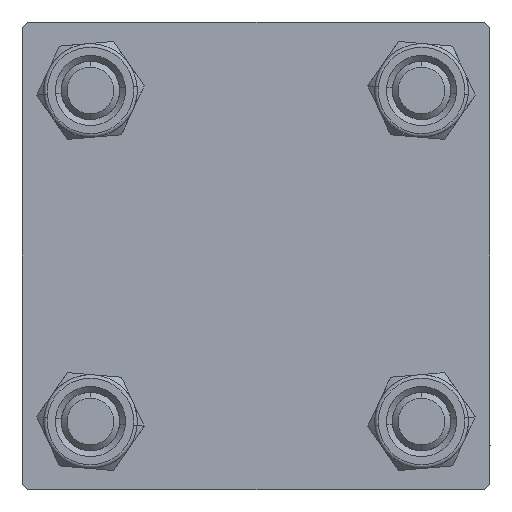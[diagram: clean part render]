
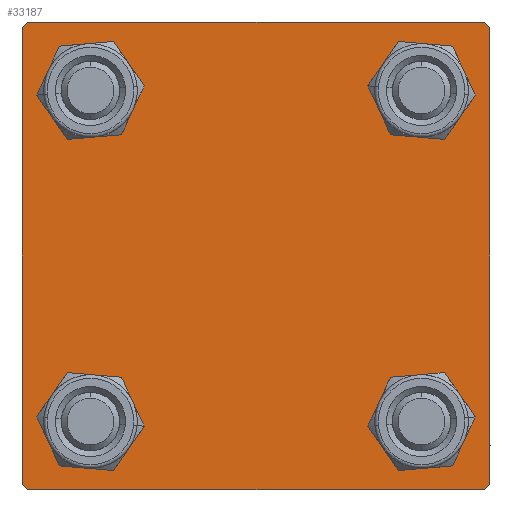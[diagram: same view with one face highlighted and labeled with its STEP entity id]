
A CAD part, left-side view. The second image highlights one B-rep face of the part: STEP entity #33187.
In plain terms, the highlighted planar face has unit normal (-1, 0, 0).
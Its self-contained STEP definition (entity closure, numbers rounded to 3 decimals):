
#92 = DIRECTION ( 'NONE',  ( 1., 0., 0. ) ) ;
#1030 = LINE ( 'NONE', #35705, #11519 ) ;
#1835 = AXIS2_PLACEMENT_3D ( 'NONE', #22172, #35348, #48533 ) ;
#2154 = LINE ( 'NONE', #15087, #16852 ) ;
#2263 = VECTOR ( 'NONE', #23748, 1000. ) ;
#2518 = ORIENTED_EDGE ( 'NONE', *, *, #26974, .T. ) ;
#3349 = CARTESIAN_POINT ( 'NONE',  ( 0., 14.15, 17.15 ) ) ;
#3432 = DIRECTION ( 'NONE',  ( 0., 0.707, -0.707 ) ) ;
#3462 = EDGE_CURVE ( 'NONE', #35775, #45322, #50710, .T. ) ;
#3899 = VECTOR ( 'NONE', #3432, 1000. ) ;
#4415 = CARTESIAN_POINT ( 'NONE',  ( 0., 0., 0. ) ) ;
#4609 = DIRECTION ( 'NONE',  ( 0., 0.707, 0.707 ) ) ;
#4644 = VECTOR ( 'NONE', #4609, 1000. ) ;
#4895 = CIRCLE ( 'NONE', #27715, 3. ) ;
#4943 = AXIS2_PLACEMENT_3D ( 'NONE', #6415, #23854, #41338 ) ;
#5087 = EDGE_CURVE ( 'NONE', #14746, #17068, #4895, .T. ) ;
#5452 = VECTOR ( 'NONE', #27695, 1000. ) ;
#5664 = EDGE_CURVE ( 'NONE', #35775, #44802, #2154, .T. ) ;
#5767 = DIRECTION ( 'NONE',  ( 1., 0., 0. ) ) ;
#6021 = CARTESIAN_POINT ( 'NONE',  ( 0., -19.5, -20. ) ) ;
#6036 = CARTESIAN_POINT ( 'NONE',  ( 0., -14.15, -14.15 ) ) ;
#6415 = CARTESIAN_POINT ( 'NONE',  ( 0., -14.15, 14.15 ) ) ;
#6688 = AXIS2_PLACEMENT_3D ( 'NONE', #56287, #92, #29901 ) ;
#6756 = EDGE_CURVE ( 'NONE', #10820, #26452, #47908, .T. ) ;
#6850 = CARTESIAN_POINT ( 'NONE',  ( 0., 19.5, -20. ) ) ;
#8029 = CARTESIAN_POINT ( 'NONE',  ( 0., 19.75, 19.75 ) ) ;
#8403 = VERTEX_POINT ( 'NONE', #13099 ) ;
#9645 = AXIS2_PLACEMENT_3D ( 'NONE', #48682, #10588, #19448 ) ;
#9803 = VERTEX_POINT ( 'NONE', #50709 ) ;
#9862 = PLANE ( 'NONE',  #55925 ) ;
#10588 = DIRECTION ( 'NONE',  ( 1., 0., 0. ) ) ;
#10820 = VERTEX_POINT ( 'NONE', #32253 ) ;
#11049 = CARTESIAN_POINT ( 'NONE',  ( 0., 19.75, -19.75 ) ) ;
#11519 = VECTOR ( 'NONE', #26532, 1000. ) ;
#11725 = ORIENTED_EDGE ( 'NONE', *, *, #27228, .T. ) ;
#11874 = VERTEX_POINT ( 'NONE', #48910 ) ;
#12392 = AXIS2_PLACEMENT_3D ( 'NONE', #18961, #5767, #31821 ) ;
#13099 = CARTESIAN_POINT ( 'NONE',  ( 0., 14.15, -17.15 ) ) ;
#13394 = DIRECTION ( 'NONE',  ( 1., 0., 0. ) ) ;
#13536 = ORIENTED_EDGE ( 'NONE', *, *, #3462, .T. ) ;
#13763 = EDGE_CURVE ( 'NONE', #17430, #46631, #44417, .T. ) ;
#13797 = LINE ( 'NONE', #39259, #4644 ) ;
#13847 = CARTESIAN_POINT ( 'NONE',  ( 0., 20., 19.5 ) ) ;
#14552 = EDGE_CURVE ( 'NONE', #11874, #48608, #26045, .T. ) ;
#14746 = VERTEX_POINT ( 'NONE', #43258 ) ;
#14863 = EDGE_CURVE ( 'NONE', #48608, #11874, #37955, .T. ) ;
#14975 = EDGE_LOOP ( 'NONE', ( #16952, #11725 ) ) ;
#15087 = CARTESIAN_POINT ( 'NONE',  ( 0., 20., 20. ) ) ;
#16006 = CARTESIAN_POINT ( 'NONE',  ( 0., -20., 19.5 ) ) ;
#16665 = CARTESIAN_POINT ( 'NONE',  ( 0., -20., -19.5 ) ) ;
#16852 = VECTOR ( 'NONE', #50280, 1000. ) ;
#16952 = ORIENTED_EDGE ( 'NONE', *, *, #28350, .T. ) ;
#17068 = VERTEX_POINT ( 'NONE', #23106 ) ;
#17146 = CARTESIAN_POINT ( 'NONE',  ( 0., 20., -19.5 ) ) ;
#17285 = ORIENTED_EDGE ( 'NONE', *, *, #30012, .T. ) ;
#17395 = DIRECTION ( 'NONE',  ( 0., 0., 1. ) ) ;
#17430 = VERTEX_POINT ( 'NONE', #6021 ) ;
#18081 = CARTESIAN_POINT ( 'NONE',  ( 0., -19.75, -19.75 ) ) ;
#18089 = EDGE_CURVE ( 'NONE', #44244, #20550, #32789, .T. ) ;
#18176 = FACE_BOUND ( 'NONE', #26234, .T. ) ;
#18450 = FACE_BOUND ( 'NONE', #21399, .T. ) ;
#18961 = CARTESIAN_POINT ( 'NONE',  ( 0., 14.15, 14.15 ) ) ;
#19153 = ORIENTED_EDGE ( 'NONE', *, *, #33063, .F. ) ;
#19242 = ORIENTED_EDGE ( 'NONE', *, *, #13763, .T. ) ;
#19448 = DIRECTION ( 'NONE',  ( 0., 0., 1. ) ) ;
#20097 = AXIS2_PLACEMENT_3D ( 'NONE', #56636, #13394, #17395 ) ;
#20550 = VERTEX_POINT ( 'NONE', #6850 ) ;
#21399 = EDGE_LOOP ( 'NONE', ( #35379, #47891 ) ) ;
#22159 = DIRECTION ( 'NONE',  ( -1., 0., 0. ) ) ;
#22172 = CARTESIAN_POINT ( 'NONE',  ( 0., 14.15, -14.15 ) ) ;
#22444 = FACE_BOUND ( 'NONE', #56729, .T. ) ;
#22641 = DIRECTION ( 'NONE',  ( 1., 0., 0. ) ) ;
#23106 = CARTESIAN_POINT ( 'NONE',  ( 0., -14.15, -17.15 ) ) ;
#23748 = DIRECTION ( 'NONE',  ( 0., -0.707, 0.707 ) ) ;
#23854 = DIRECTION ( 'NONE',  ( 1., 0., 0. ) ) ;
#24935 = CIRCLE ( 'NONE', #6688, 3. ) ;
#25596 = CARTESIAN_POINT ( 'NONE',  ( 0., -20., 20. ) ) ;
#25789 = DIRECTION ( 'NONE',  ( 0., -0.707, -0.707 ) ) ;
#26045 = CIRCLE ( 'NONE', #12392, 3. ) ;
#26234 = EDGE_LOOP ( 'NONE', ( #40435, #29231 ) ) ;
#26452 = VERTEX_POINT ( 'NONE', #49919 ) ;
#26532 = DIRECTION ( 'NONE',  ( 0., 0., -1. ) ) ;
#26974 = EDGE_CURVE ( 'NONE', #20550, #17430, #46044, .T. ) ;
#27228 = EDGE_CURVE ( 'NONE', #8403, #9803, #51215, .T. ) ;
#27284 = DIRECTION ( 'NONE',  ( 0., 0., 1. ) ) ;
#27695 = DIRECTION ( 'NONE',  ( 0., -1., 0. ) ) ;
#27715 = AXIS2_PLACEMENT_3D ( 'NONE', #6036, #41248, #40970 ) ;
#28350 = EDGE_CURVE ( 'NONE', #9803, #8403, #38399, .T. ) ;
#28371 = ORIENTED_EDGE ( 'NONE', *, *, #39737, .T. ) ;
#29231 = ORIENTED_EDGE ( 'NONE', *, *, #14552, .T. ) ;
#29323 = LINE ( 'NONE', #25596, #50429 ) ;
#29460 = AXIS2_PLACEMENT_3D ( 'NONE', #49561, #22641, #31794 ) ;
#29901 = DIRECTION ( 'NONE',  ( 0., 0., 1. ) ) ;
#30012 = EDGE_CURVE ( 'NONE', #44165, #44802, #13797, .T. ) ;
#31794 = DIRECTION ( 'NONE',  ( 0., 0., 1. ) ) ;
#31821 = DIRECTION ( 'NONE',  ( 0., 0., 1. ) ) ;
#31989 = CARTESIAN_POINT ( 'NONE',  ( 0., 19.5, 20. ) ) ;
#32253 = CARTESIAN_POINT ( 'NONE',  ( 0., -14.15, 17.15 ) ) ;
#32789 = LINE ( 'NONE', #11049, #37142 ) ;
#33063 = EDGE_CURVE ( 'NONE', #44165, #46631, #29323, .T. ) ;
#33187 = ADVANCED_FACE ( 'NONE', ( #18450, #22444, #43664, #18176, #49090 ), #9862, .T. ) ;
#33921 = DIRECTION ( 'NONE',  ( 0., 0., -1. ) ) ;
#35348 = DIRECTION ( 'NONE',  ( 1., 0., 0. ) ) ;
#35379 = ORIENTED_EDGE ( 'NONE', *, *, #6756, .T. ) ;
#35705 = CARTESIAN_POINT ( 'NONE',  ( 0., 20., 20. ) ) ;
#35775 = VERTEX_POINT ( 'NONE', #31989 ) ;
#36784 = ORIENTED_EDGE ( 'NONE', *, *, #18089, .T. ) ;
#36822 = EDGE_CURVE ( 'NONE', #26452, #10820, #24935, .T. ) ;
#37142 = VECTOR ( 'NONE', #25789, 1000. ) ;
#37441 = CARTESIAN_POINT ( 'NONE',  ( 0., 20., -20. ) ) ;
#37955 = CIRCLE ( 'NONE', #9645, 3. ) ;
#38399 = CIRCLE ( 'NONE', #1835, 3. ) ;
#39259 = CARTESIAN_POINT ( 'NONE',  ( 0., -19.75, 19.75 ) ) ;
#39737 = EDGE_CURVE ( 'NONE', #17068, #14746, #45021, .T. ) ;
#40435 = ORIENTED_EDGE ( 'NONE', *, *, #14863, .T. ) ;
#40970 = DIRECTION ( 'NONE',  ( 0., 0., 1. ) ) ;
#41248 = DIRECTION ( 'NONE',  ( 1., 0., 0. ) ) ;
#41338 = DIRECTION ( 'NONE',  ( 0., 0., 1. ) ) ;
#43258 = CARTESIAN_POINT ( 'NONE',  ( 0., -14.15, -11.15 ) ) ;
#43664 = FACE_BOUND ( 'NONE', #14975, .T. ) ;
#43901 = ORIENTED_EDGE ( 'NONE', *, *, #5087, .T. ) ;
#44165 = VERTEX_POINT ( 'NONE', #16006 ) ;
#44244 = VERTEX_POINT ( 'NONE', #17146 ) ;
#44417 = LINE ( 'NONE', #18081, #2263 ) ;
#44663 = ORIENTED_EDGE ( 'NONE', *, *, #51930, .T. ) ;
#44802 = VERTEX_POINT ( 'NONE', #54046 ) ;
#45021 = CIRCLE ( 'NONE', #29460, 3. ) ;
#45322 = VERTEX_POINT ( 'NONE', #13847 ) ;
#45581 = EDGE_LOOP ( 'NONE', ( #44663, #36784, #2518, #19242, #19153, #17285, #46745, #13536 ) ) ;
#46044 = LINE ( 'NONE', #37441, #5452 ) ;
#46631 = VERTEX_POINT ( 'NONE', #16665 ) ;
#46745 = ORIENTED_EDGE ( 'NONE', *, *, #5664, .F. ) ;
#47891 = ORIENTED_EDGE ( 'NONE', *, *, #36822, .T. ) ;
#47908 = CIRCLE ( 'NONE', #4943, 3. ) ;
#48533 = DIRECTION ( 'NONE',  ( 0., 0., 1. ) ) ;
#48608 = VERTEX_POINT ( 'NONE', #3349 ) ;
#48682 = CARTESIAN_POINT ( 'NONE',  ( 0., 14.15, 14.15 ) ) ;
#48910 = CARTESIAN_POINT ( 'NONE',  ( 0., 14.15, 11.15 ) ) ;
#49090 = FACE_OUTER_BOUND ( 'NONE', #45581, .T. ) ;
#49561 = CARTESIAN_POINT ( 'NONE',  ( 0., -14.15, -14.15 ) ) ;
#49919 = CARTESIAN_POINT ( 'NONE',  ( 0., -14.15, 11.15 ) ) ;
#50280 = DIRECTION ( 'NONE',  ( 0., -1., 0. ) ) ;
#50429 = VECTOR ( 'NONE', #33921, 1000. ) ;
#50709 = CARTESIAN_POINT ( 'NONE',  ( 0., 14.15, -11.15 ) ) ;
#50710 = LINE ( 'NONE', #8029, #3899 ) ;
#51215 = CIRCLE ( 'NONE', #20097, 3. ) ;
#51930 = EDGE_CURVE ( 'NONE', #45322, #44244, #1030, .T. ) ;
#54046 = CARTESIAN_POINT ( 'NONE',  ( 0., -19.5, 20. ) ) ;
#55925 = AXIS2_PLACEMENT_3D ( 'NONE', #4415, #22159, #27284 ) ;
#56287 = CARTESIAN_POINT ( 'NONE',  ( 0., -14.15, 14.15 ) ) ;
#56636 = CARTESIAN_POINT ( 'NONE',  ( 0., 14.15, -14.15 ) ) ;
#56729 = EDGE_LOOP ( 'NONE', ( #43901, #28371 ) ) ;
